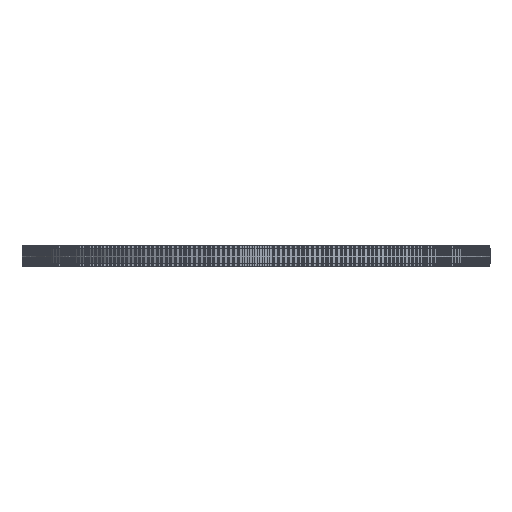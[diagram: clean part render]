
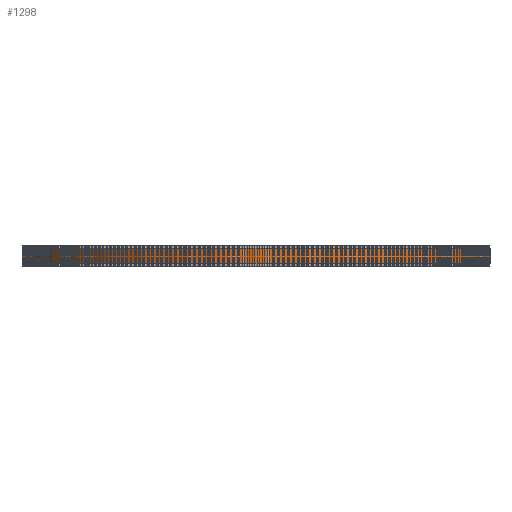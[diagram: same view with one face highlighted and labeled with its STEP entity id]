
A CAD part, left-side view. The second image highlights one B-rep face of the part: STEP entity #1298.
In plain terms, the highlighted cylindrical face has radius 93.583 mm (diameter 187.166 mm), a full revolution.
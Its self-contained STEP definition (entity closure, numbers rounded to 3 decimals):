
#97=FACE_BOUND('',#4832,.T.);
#98=FACE_BOUND('',#4833,.T.);
#1298=ADVANCED_FACE('',(#97,#98),#2475,.T.);
#2475=CYLINDRICAL_SURFACE('',#26015,93.583);
#4832=EDGE_LOOP('',(#14242));
#4833=EDGE_LOOP('',(#14243));
#14242=ORIENTED_EDGE('',*,*,#20126,.T.);
#14243=ORIENTED_EDGE('',*,*,#20127,.T.);
#16596=VERTEX_POINT('',#41320);
#16597=VERTEX_POINT('',#41322);
#20126=EDGE_CURVE('',#16596,#16596,#22480,.T.);
#20127=EDGE_CURVE('',#16597,#16597,#22481,.T.);
#22480=CIRCLE('',#26013,93.583);
#22481=CIRCLE('',#26014,93.583);
#26013=AXIS2_PLACEMENT_3D('',#41319,#34254,#34255);
#26014=AXIS2_PLACEMENT_3D('',#41321,#34256,#34257);
#26015=AXIS2_PLACEMENT_3D('',#41323,#34258,#34259);
#34254=DIRECTION('',(0.,0.,1.));
#34255=DIRECTION('',(1.,0.,0.));
#34256=DIRECTION('',(0.,0.,-1.));
#34257=DIRECTION('',(1.,0.,0.));
#34258=DIRECTION('',(0.,0.,1.));
#34259=DIRECTION('',(1.,0.,0.));
#41319=CARTESIAN_POINT('',(0.,0.,1.));
#41320=CARTESIAN_POINT('',(93.583,0.,1.));
#41321=CARTESIAN_POINT('',(0.,0.,7.));
#41322=CARTESIAN_POINT('',(93.583,0.,7.));
#41323=CARTESIAN_POINT('',(0.,0.,1.));
